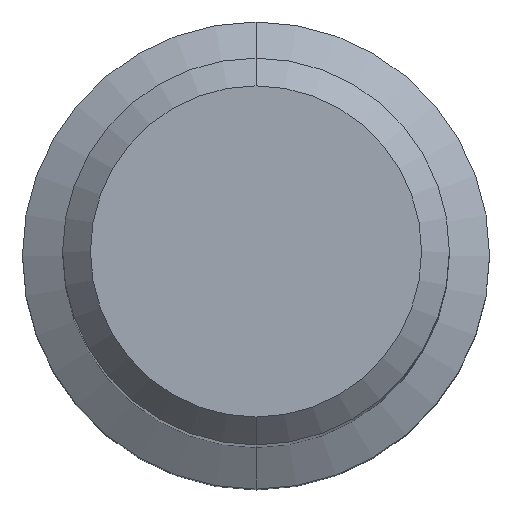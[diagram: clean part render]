
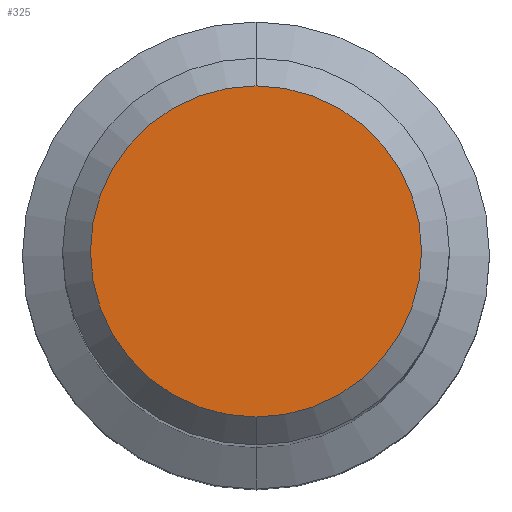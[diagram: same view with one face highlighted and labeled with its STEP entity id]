
A CAD part, top view. The second image highlights one B-rep face of the part: STEP entity #325.
In plain terms, the highlighted planar face has unit normal (0, 0, 1).
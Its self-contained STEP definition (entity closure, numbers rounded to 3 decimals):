
#233=EDGE_CURVE('',#389,#253,#625,.T.);
#253=VERTEX_POINT('',#645);
#311=EDGE_CURVE('',#253,#389,#711,.T.);
#325=ADVANCED_FACE('',(#725),#726,.T.);
#389=VERTEX_POINT('',#795);
#625=CIRCLE('',#1072,7.09);
#645=CARTESIAN_POINT('',(0.,-7.09,0.0));
#711=CIRCLE('',#1228,7.09);
#725=FACE_OUTER_BOUND('',#1248,.T.);
#726=PLANE('',#1249);
#795=CARTESIAN_POINT('',(0.0,7.09,0.0));
#1072=AXIS2_PLACEMENT_3D('',#1894,#1895,#1896);
#1228=AXIS2_PLACEMENT_3D('',#1993,#1994,#1995);
#1248=EDGE_LOOP('',(#2000,#2001));
#1249=AXIS2_PLACEMENT_3D('',#2002,#2003,#2004);
#1894=CARTESIAN_POINT('',(0.0,0.0,0.0));
#1895=DIRECTION('',(0.0,0.0,-1.0));
#1896=DIRECTION('',(0.0,1.0,0.0));
#1993=CARTESIAN_POINT('',(0.0,0.0,0.0));
#1994=DIRECTION('',(0.0,0.0,-1.0));
#1995=DIRECTION('',(0.0,1.0,0.0));
#2000=ORIENTED_EDGE('',*,*,#233,.F.);
#2001=ORIENTED_EDGE('',*,*,#311,.F.);
#2002=CARTESIAN_POINT('',(0.0,3.545,0.0));
#2003=DIRECTION('',(-0.0,0.0,1.0));
#2004=DIRECTION('',(0.0,-1.0,0.0));
